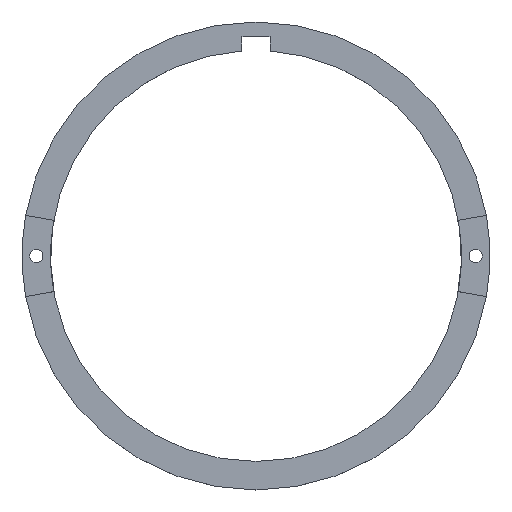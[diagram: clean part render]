
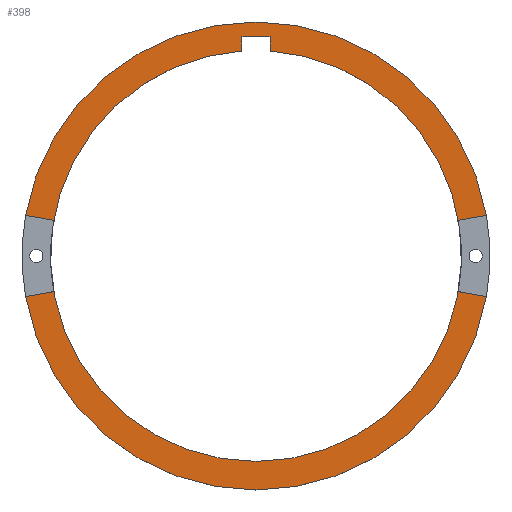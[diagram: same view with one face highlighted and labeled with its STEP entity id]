
A CAD part, top view. The second image highlights one B-rep face of the part: STEP entity #398.
In plain terms, the highlighted planar face has unit normal (0, 0, 1).
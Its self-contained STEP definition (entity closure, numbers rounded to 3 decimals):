
#35=FACE_BOUND('',#88,.T.);
#36=FACE_BOUND('',#89,.T.);
#37=FACE_BOUND('',#90,.T.);
#47=PLANE('',#506);
#64=FACE_OUTER_BOUND('',#87,.T.);
#87=EDGE_LOOP('',(#306));
#88=EDGE_LOOP('',(#307));
#89=EDGE_LOOP('',(#308));
#90=EDGE_LOOP('',(#309,#310,#311,#312));
#117=LINE('',#693,#146);
#121=LINE('',#705,#150);
#146=VECTOR('',#561,10.);
#150=VECTOR('',#573,10.);
#171=CIRCLE('',#490,2.6);
#173=CIRCLE('',#493,2.6);
#176=CIRCLE('',#498,80.6);
#178=CIRCLE('',#502,86.1);
#179=CIRCLE('',#504,91.8);
#193=VERTEX_POINT('',#675);
#195=VERTEX_POINT('',#681);
#199=VERTEX_POINT('',#690);
#200=VERTEX_POINT('',#692);
#202=VERTEX_POINT('',#698);
#204=VERTEX_POINT('',#704);
#205=VERTEX_POINT('',#711);
#227=EDGE_CURVE('',#193,#193,#171,.T.);
#230=EDGE_CURVE('',#195,#195,#173,.T.);
#235=EDGE_CURVE('',#200,#199,#117,.T.);
#238=EDGE_CURVE('',#202,#200,#176,.T.);
#241=EDGE_CURVE('',#204,#202,#121,.T.);
#244=EDGE_CURVE('',#199,#204,#178,.T.);
#245=EDGE_CURVE('',#205,#205,#179,.T.);
#306=ORIENTED_EDGE('',*,*,#245,.T.);
#307=ORIENTED_EDGE('',*,*,#227,.T.);
#308=ORIENTED_EDGE('',*,*,#230,.T.);
#309=ORIENTED_EDGE('',*,*,#244,.T.);
#310=ORIENTED_EDGE('',*,*,#241,.T.);
#311=ORIENTED_EDGE('',*,*,#238,.T.);
#312=ORIENTED_EDGE('',*,*,#235,.T.);
#398=ADVANCED_FACE('',(#64,#35,#36,#37),#47,.T.);
#490=AXIS2_PLACEMENT_3D('',#676,#545,#546);
#493=AXIS2_PLACEMENT_3D('',#682,#552,#553);
#498=AXIS2_PLACEMENT_3D('',#699,#567,#568);
#502=AXIS2_PLACEMENT_3D('',#709,#579,#580);
#504=AXIS2_PLACEMENT_3D('',#712,#583,#584);
#506=AXIS2_PLACEMENT_3D('',#716,#588,#589);
#545=DIRECTION('center_axis',(0.,0.,-1.));
#546=DIRECTION('ref_axis',(1.,0.,0.));
#552=DIRECTION('center_axis',(0.,0.,-1.));
#553=DIRECTION('ref_axis',(1.,0.,0.));
#561=DIRECTION('',(0.,1.,0.));
#567=DIRECTION('center_axis',(0.,0.,-1.));
#568=DIRECTION('ref_axis',(-1.,0.,0.));
#573=DIRECTION('',(0.,-1.,0.));
#579=DIRECTION('center_axis',(0.,0.,-1.));
#580=DIRECTION('ref_axis',(-0.064,-0.998,0.));
#583=DIRECTION('center_axis',(0.,0.,1.));
#584=DIRECTION('ref_axis',(1.,0.,0.));
#588=DIRECTION('center_axis',(0.,0.,1.));
#589=DIRECTION('ref_axis',(1.,0.,0.));
#675=CARTESIAN_POINT('',(83.6,0.,5.));
#676=CARTESIAN_POINT('Origin',(86.2,0.,5.));
#681=CARTESIAN_POINT('',(-88.8,0.,5.));
#682=CARTESIAN_POINT('Origin',(-86.2,0.,5.));
#690=CARTESIAN_POINT('',(-5.5,85.924,5.));
#692=CARTESIAN_POINT('',(-5.5,80.412,5.));
#693=CARTESIAN_POINT('',(-5.5,80.412,5.));
#698=CARTESIAN_POINT('',(5.5,80.412,5.));
#699=CARTESIAN_POINT('Origin',(0.,0.,5.));
#704=CARTESIAN_POINT('',(5.5,85.924,5.));
#705=CARTESIAN_POINT('',(5.5,85.924,5.));
#709=CARTESIAN_POINT('Origin',(0.,0.,5.));
#711=CARTESIAN_POINT('',(-91.8,0.,5.));
#712=CARTESIAN_POINT('Origin',(0.,0.,5.));
#716=CARTESIAN_POINT('Origin',(0.,0.,5.));
